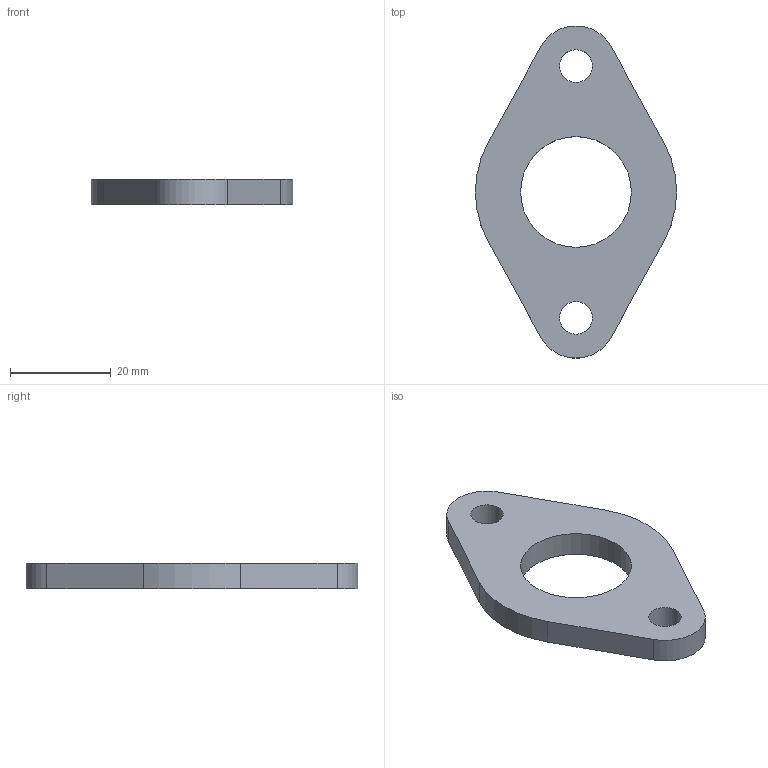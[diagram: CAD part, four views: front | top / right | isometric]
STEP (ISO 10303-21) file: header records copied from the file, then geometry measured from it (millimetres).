
FILE_DESCRIPTION((''),'2;1');
FILE_NAME('MFI020.025.stp','2013-11-15T11:12:49',('carlo.corazza'),(''),'Autodesk Inventor 2012','Autodesk Inventor 2012','');
FILE_SCHEMA(('AUTOMOTIVE_DESIGN { 1 0 10303 214 1 1 1 1 }'));
Length unit declared in the file: millimetre
Products named in the file (1): MFI020.025
Bounding box: 40 x 65.95 x 5 mm (x, y, z)
Volume: 6595.9 mm3; surface area: 3998.3 mm2
Topology: 1 solids, 1 shells, 13 faces, 33 edges, 22 vertices
Faces by surface type: cylinder 7, plane 6
Full cylindrical faces by diameter (mm): 6.5 x2, 22 x1
Entity records: 424 total; most frequent: DIRECTION 72, CARTESIAN_POINT 66, ORIENTED_EDGE 60, EDGE_CURVE 30, AXIS2_PLACEMENT_3D 28, VERTEX_POINT 22, EDGE_LOOP 22, VECTOR 16
